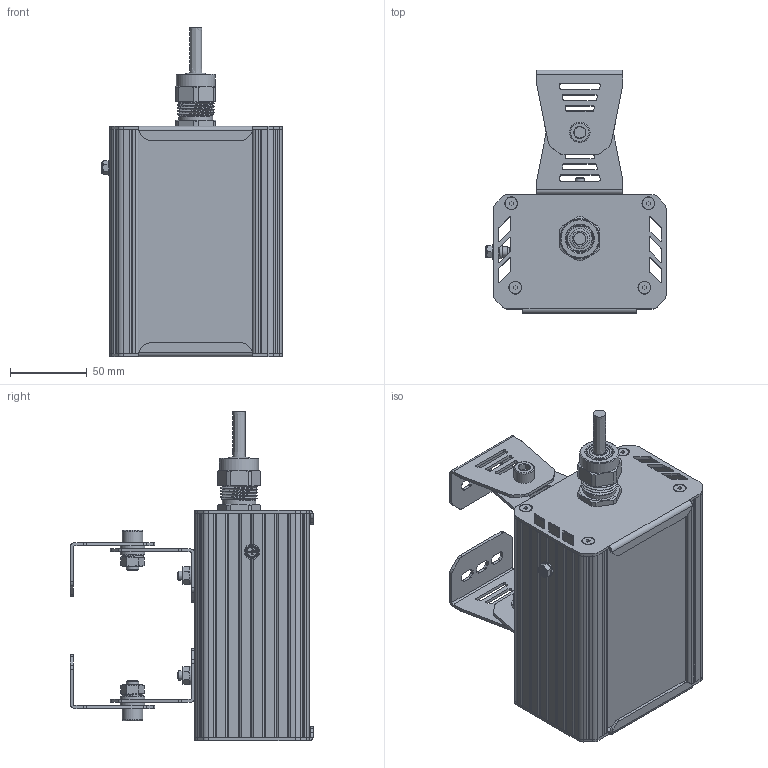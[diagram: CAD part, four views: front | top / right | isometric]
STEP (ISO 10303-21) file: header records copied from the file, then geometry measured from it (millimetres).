
FILE_DESCRIPTION(('STEP AP214'), '1');
FILE_NAME('001.0092.00.001 - ÃÑÏ-Ïðèìà-Îïòèê-2Åõ10', '', ('UNSPECIFIED'), ('UNSPECIFIED'), 'C3D Converter', 'C3D Toolkit', '');
FILE_SCHEMA(('AUTOMOTIVE_DESIGN { 1 0 10303 214 3 1 1}'));
Length unit declared in the file: millimetre
Products named in the file (37): 001.0092.00.001; 001.0065.01.000
Assembly tree (58 placements, depth 4):
  001.0092.00.001
    (unnamed)
      (unnamed)  x4
      (unnamed)  x4
      (unnamed)
      (unnamed)
      (unnamed)
      (unnamed)
      (unnamed)
      (unnamed)
      (unnamed)
      (unnamed)
      (unnamed)
      (unnamed)
      (unnamed)
        (unnamed)
    001.0065.01.000  x2
      (unnamed)
      (unnamed)
      (unnamed)
      (unnamed)
      (unnamed)
      (unnamed)
      (unnamed)
      (unnamed)
      (unnamed)
    (unnamed)
      (unnamed)
      (unnamed)  x3
      (unnamed)  x13
      (unnamed)
      (unnamed)
      (unnamed)
      (unnamed)
      (unnamed)
      (unnamed)
      (unnamed)
Bounding box: 117.15 x 158.42 x 214.5 mm (x, y, z)
Volume: 363822.2 mm3; surface area: 316581.3 mm2
Topology: 75 solids, 75 shells, 1721 faces, 4410 edges, 2917 vertices
Faces by surface type: plane 1000, cylinder 534, cone 145, bspline 35, torus 4, sphere 3
Full cylindrical faces by diameter (mm): 1 x3, 2 x2, 2.5 x4, 2.8 x25, 3.2 x3, 3.5 x6, 4 x9, 5 x3, 6 x5, 6.375 x2, 7 x2, 8 x12, 8.5 x8, 9 x13, 10 x1, 12 x2, 12.5 x1, 13 x1, 13.333 x2, 16 x5, 17 x1, 18 x1, 18.5 x1, 19 x1, 20 x1, 21.5 x1, 22 x2, 25.5 x1
Entity records: 100766 total; most frequent: CARTESIAN_POINT 49320, DIRECTION 7814, ORIENTED_EDGE 6482, EDGE_CURVE 3241, AXIS2_PLACEMENT_3D 2878, COLOUR_RGB 2386, PRESENTATION_STYLE_ASSIGNMENT 2386, VERTEX_POINT 2227
